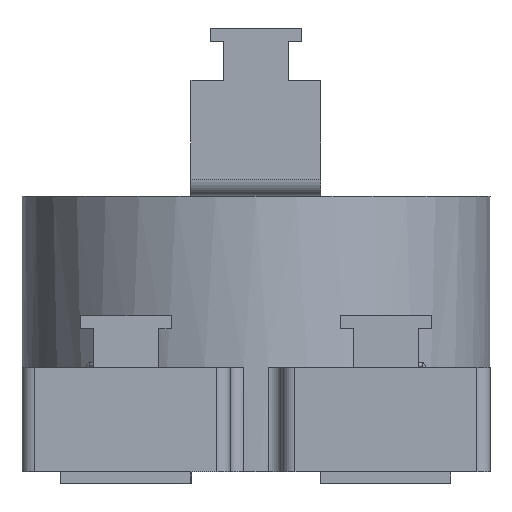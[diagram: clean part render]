
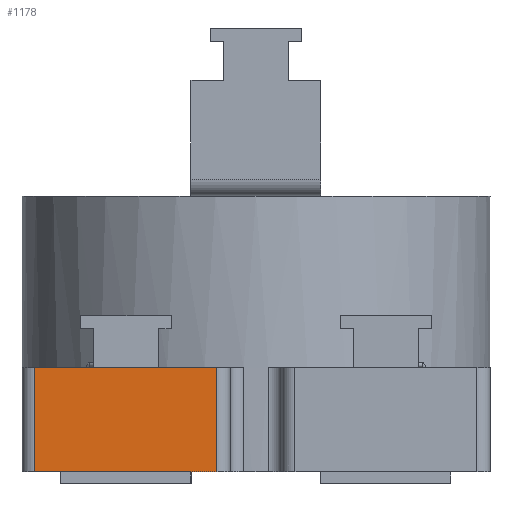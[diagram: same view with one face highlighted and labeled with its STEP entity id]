
A CAD part, left-side view. The second image highlights one B-rep face of the part: STEP entity #1178.
In plain terms, the highlighted planar face has unit normal (-1, 0, 0).
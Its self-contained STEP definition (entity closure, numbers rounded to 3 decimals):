
#1178 = ADVANCED_FACE( '', ( #2787 ), #2788, .T. );
#2787 = FACE_OUTER_BOUND( '', #10785, .T. );
#2788 = PLANE( '', #10786 );
#10785 = EDGE_LOOP( '', ( #20001, #20002, #20003, #20004 ) );
#10786 = AXIS2_PLACEMENT_3D( '', #20005, #20006, #20007 );
#20001 = ORIENTED_EDGE( '', *, *, #22855, .F. );
#20002 = ORIENTED_EDGE( '', *, *, #23094, .T. );
#20003 = ORIENTED_EDGE( '', *, *, #23095, .T. );
#20004 = ORIENTED_EDGE( '', *, *, #23096, .T. );
#20005 = CARTESIAN_POINT( '', ( -11.5, 1., -6.6 ) );
#20006 = DIRECTION( '', ( -1., 0., 0. ) );
#20007 = DIRECTION( '', ( 0., -1., 0. ) );
#22855 = EDGE_CURVE( '', #24907, #24909, #24910, .T. );
#23094 = EDGE_CURVE( '', #24907, #25263, #25264, .F. );
#23095 = EDGE_CURVE( '', #25263, #25265, #25266, .T. );
#23096 = EDGE_CURVE( '', #25265, #24909, #25267, .T. );
#24907 = VERTEX_POINT( '', #27772 );
#24909 = VERTEX_POINT( '', #27774 );
#24910 = LINE( '', #27775, #27776 );
#25263 = VERTEX_POINT( '', #28203 );
#25264 = LINE( '', #28204, #28205 );
#25265 = VERTEX_POINT( '', #28206 );
#25266 = LINE( '', #28207, #28208 );
#25267 = LINE( '', #28209, #28210 );
#27772 = CARTESIAN_POINT( '', ( -11.5, 1.5, -10.6 ) );
#27774 = CARTESIAN_POINT( '', ( -11.5, 8.5, -10.6 ) );
#27775 = CARTESIAN_POINT( '', ( -11.5, 1., -10.6 ) );
#27776 = VECTOR( '', #30134, 1000. );
#28203 = CARTESIAN_POINT( '', ( -11.5, 1.5, -6.6 ) );
#28204 = CARTESIAN_POINT( '', ( -11.5, 1.5, -6.6 ) );
#28205 = VECTOR( '', #30409, 1000. );
#28206 = CARTESIAN_POINT( '', ( -11.5, 8.5, -6.6 ) );
#28207 = CARTESIAN_POINT( '', ( -11.5, 1., -6.6 ) );
#28208 = VECTOR( '', #30410, 1000. );
#28209 = CARTESIAN_POINT( '', ( -11.5, 8.5, -6.6 ) );
#28210 = VECTOR( '', #30411, 1000. );
#30134 = DIRECTION( '', ( 0., 1., 0. ) );
#30409 = DIRECTION( '', ( 0., 0., -1. ) );
#30410 = DIRECTION( '', ( 0., 1., 0. ) );
#30411 = DIRECTION( '', ( 0., 0., -1. ) );
